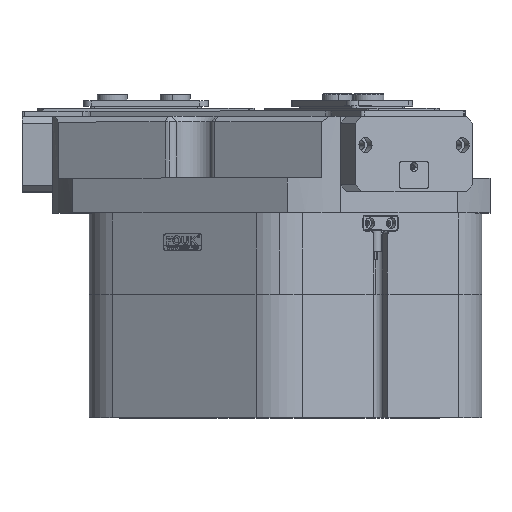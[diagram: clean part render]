
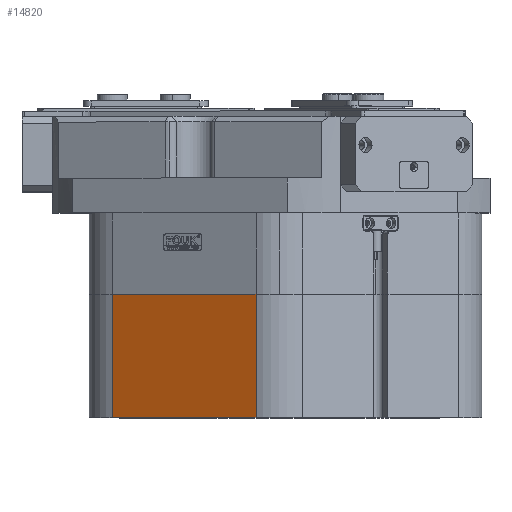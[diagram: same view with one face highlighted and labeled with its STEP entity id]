
A CAD part, top view. The second image highlights one B-rep face of the part: STEP entity #14820.
In plain terms, the highlighted face is planar.
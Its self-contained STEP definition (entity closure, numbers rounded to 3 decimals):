
#3106 = CARTESIAN_POINT ( 'NONE',  ( 20., -9., -155.885 ) ) ;
#3899 = DIRECTION ( 'NONE',  ( 0.5, 0., -0.866 ) ) ;
#6040 = VERTEX_POINT ( 'NONE', #20398 ) ;
#7658 = CARTESIAN_POINT ( 'NONE',  ( 290., 0., 0. ) ) ;
#7982 = DIRECTION ( 'NONE',  ( -0.866, 0., -0.5 ) ) ;
#8346 = LINE ( 'NONE', #20430, #28987 ) ;
#8658 = VECTOR ( 'NONE', #7982, 1000. ) ;
#9740 = CARTESIAN_POINT ( 'NONE',  ( 125., -9., -95.263 ) ) ;
#11045 = VECTOR ( 'NONE', #37512, 1000. ) ;
#14247 = EDGE_CURVE ( 'NONE', #32539, #34579, #8346, .T. ) ;
#14820 = ADVANCED_FACE ( 'NONE', ( #31810 ), #53594, .T. ) ;
#18878 = EDGE_CURVE ( 'NONE', #6040, #34579, #22160, .T. ) ;
#20068 = EDGE_CURVE ( 'NONE', #32539, #50930, #31315, .T. ) ;
#20398 = CARTESIAN_POINT ( 'NONE',  ( 125., 81., -95.263 ) ) ;
#20430 = CARTESIAN_POINT ( 'NONE',  ( 20., 0., -155.885 ) ) ;
#22160 = LINE ( 'NONE', #30073, #8658 ) ;
#22720 = AXIS2_PLACEMENT_3D ( 'NONE', #7658, #3899, #35079 ) ;
#24187 = ORIENTED_EDGE ( 'NONE', *, *, #20068, .F. ) ;
#28390 = CARTESIAN_POINT ( 'NONE',  ( 125., 0., -95.263 ) ) ;
#28987 = VECTOR ( 'NONE', #57066, 1000. ) ;
#30073 = CARTESIAN_POINT ( 'NONE',  ( 290., 81., 0. ) ) ;
#31315 = LINE ( 'NONE', #3106, #57645 ) ;
#31810 = FACE_OUTER_BOUND ( 'NONE', #53985, .T. ) ;
#32539 = VERTEX_POINT ( 'NONE', #43501 ) ;
#34579 = VERTEX_POINT ( 'NONE', #47194 ) ;
#35079 = DIRECTION ( 'NONE',  ( -0.866, 0., -0.5 ) ) ;
#37512 = DIRECTION ( 'NONE',  ( 0., -1., 0. ) ) ;
#39279 = DIRECTION ( 'NONE',  ( 0.866, 0., 0.5 ) ) ;
#39456 = ORIENTED_EDGE ( 'NONE', *, *, #14247, .T. ) ;
#43501 = CARTESIAN_POINT ( 'NONE',  ( 20., -9., -155.885 ) ) ;
#46350 = ORIENTED_EDGE ( 'NONE', *, *, #46930, .T. ) ;
#46930 = EDGE_CURVE ( 'NONE', #6040, #50930, #53740, .T. ) ;
#47194 = CARTESIAN_POINT ( 'NONE',  ( 20., 81., -155.885 ) ) ;
#48974 = ORIENTED_EDGE ( 'NONE', *, *, #18878, .F. ) ;
#50930 = VERTEX_POINT ( 'NONE', #9740 ) ;
#53594 = PLANE ( 'NONE',  #22720 ) ;
#53740 = LINE ( 'NONE', #28390, #11045 ) ;
#53985 = EDGE_LOOP ( 'NONE', ( #48974, #46350, #24187, #39456 ) ) ;
#57066 = DIRECTION ( 'NONE',  ( 0., 1., 0. ) ) ;
#57645 = VECTOR ( 'NONE', #39279, 1000. ) ;
